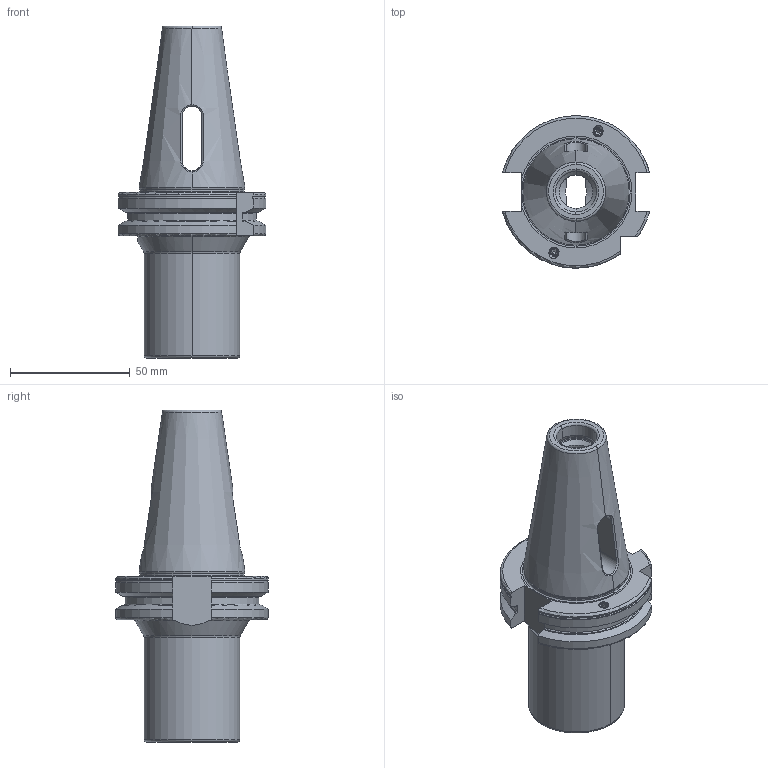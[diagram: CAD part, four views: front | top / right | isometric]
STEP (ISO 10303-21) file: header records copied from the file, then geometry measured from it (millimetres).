
FILE_DESCRIPTION((''),'2;1');
FILE_NAME('DC_403_07_03','2020-11-27T',('101107'),(''),'CREO PARAMETRIC BY PTC INC, 2016260','CREO PARAMETRIC BY PTC INC, 2016260','');
FILE_SCHEMA(('CONFIG_CONTROL_DESIGN'));
Length unit declared in the file: millimetre
Products named in the file (1): DC_403_07_03
Bounding box: 61.48 x 63.54 x 138.4 mm (x, y, z)
Volume: 134956.1 mm3; surface area: 32203.9 mm2
Topology: 1 solids, 1 shells, 188 faces, 480 edges, 295 vertices
Faces by surface type: cone 50, plane 44, cylinder 42, torus 40, bspline 12
Entity records: 6933 total; most frequent: CARTESIAN_POINT 2476, ORIENTED_EDGE 956, DIRECTION 893, EDGE_CURVE 478, AXIS2_PLACEMENT_3D 352, VERTEX_POINT 295, EDGE_LOOP 197, VECTOR 189
